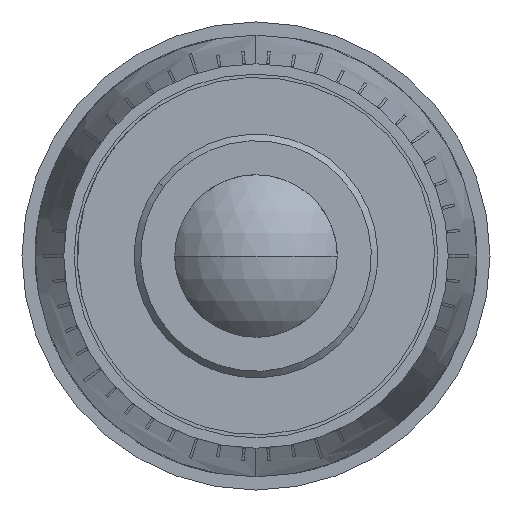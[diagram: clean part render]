
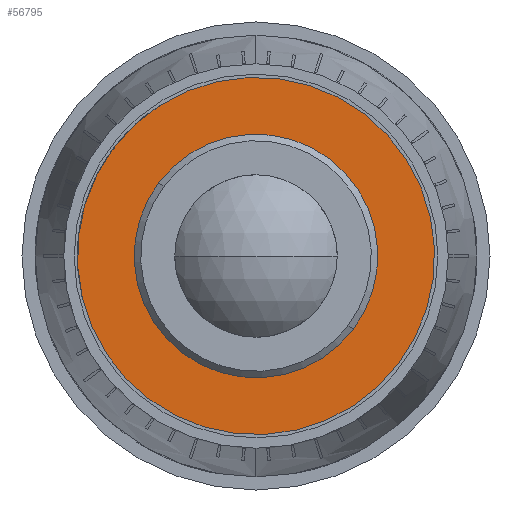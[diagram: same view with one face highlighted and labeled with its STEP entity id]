
A CAD part, left-side view. The second image highlights one B-rep face of the part: STEP entity #56795.
In plain terms, the highlighted planar face has unit normal (-1, 0, 0).
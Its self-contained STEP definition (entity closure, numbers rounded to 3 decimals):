
#2263 = DIRECTION ( 'NONE',  ( 0., 0.798, 0.603 ) ) ;
#3769 = DIRECTION ( 'NONE',  ( 1., 0., 0. ) ) ;
#6075 = DIRECTION ( 'NONE',  ( 0., 0.792, 0.61 ) ) ;
#7622 = DIRECTION ( 'NONE',  ( 0., 0.798, 0.603 ) ) ;
#8919 = EDGE_CURVE ( 'NONE', #15467, #52646, #75468, .T. ) ;
#12081 = EDGE_CURVE ( 'NONE', #22991, #30354, #61071, .T. ) ;
#13265 = CIRCLE ( 'NONE', #84059, 6.972 ) ;
#15467 = VERTEX_POINT ( 'NONE', #30707 ) ;
#21329 = CARTESIAN_POINT ( 'NONE',  ( -18.422, 0., 0. ) ) ;
#22991 = VERTEX_POINT ( 'NONE', #72796 ) ;
#23709 = DIRECTION ( 'NONE',  ( -1., 0., 0. ) ) ;
#24361 = CARTESIAN_POINT ( 'NONE',  ( -18.422, 5.61, 4.161 ) ) ;
#24392 = VERTEX_POINT ( 'NONE', #28564 ) ;
#25953 = AXIS2_PLACEMENT_3D ( 'NONE', #51117, #3769, #59049 ) ;
#26250 = ORIENTED_EDGE ( 'NONE', *, *, #8919, .T. ) ;
#28564 = CARTESIAN_POINT ( 'NONE',  ( -18.422, 5.6, 4.154 ) ) ;
#28578 = EDGE_CURVE ( 'NONE', #15467, #67872, #68471, .T. ) ;
#29299 = DIRECTION ( 'NONE',  ( 0., 0.798, 0.603 ) ) ;
#30354 = VERTEX_POINT ( 'NONE', #63841 ) ;
#30707 = CARTESIAN_POINT ( 'NONE',  ( -18.422, 5.524, 4.255 ) ) ;
#31364 = CARTESIAN_POINT ( 'NONE',  ( -18.422, 5.534, 4.263 ) ) ;
#31554 = VERTEX_POINT ( 'NONE', #61395 ) ;
#36420 = AXIS2_PLACEMENT_3D ( 'NONE', #21329, #76671, #29299 ) ;
#36986 = CARTESIAN_POINT ( 'NONE',  ( -18.422, 0., 0. ) ) ;
#37265 = AXIS2_PLACEMENT_3D ( 'NONE', #96968, #49613, #2263 ) ;
#37383 = LINE ( 'NONE', #24361, #79432 ) ;
#37393 = EDGE_LOOP ( 'NONE', ( #80300, #61249, #26250, #61591, #101890 ) ) ;
#44918 = DIRECTION ( 'NONE',  ( 0., 0.798, 0.603 ) ) ;
#47194 = AXIS2_PLACEMENT_3D ( 'NONE', #36986, #92256, #44918 ) ;
#47457 = VECTOR ( 'NONE', #6075, 1000. ) ;
#47983 = EDGE_CURVE ( 'NONE', #52646, #24392, #13265, .T. ) ;
#49613 = DIRECTION ( 'NONE',  ( -1., 0., 0. ) ) ;
#51117 = CARTESIAN_POINT ( 'NONE',  ( -18.422, 4.212, -5.572 ) ) ;
#52646 = VERTEX_POINT ( 'NONE', #92252 ) ;
#54749 = FACE_BOUND ( 'NONE', #73886, .T. ) ;
#54930 = DIRECTION ( 'NONE',  ( -1., 0., 0. ) ) ;
#56795 = ADVANCED_FACE ( 'NONE', ( #91884, #54749 ), #97803, .F. ) ;
#59049 = DIRECTION ( 'NONE',  ( 0., -0.798, -0.603 ) ) ;
#60397 = ORIENTED_EDGE ( 'NONE', *, *, #77384, .F. ) ;
#61071 = CIRCLE ( 'NONE', #47194, 4.763 ) ;
#61249 = ORIENTED_EDGE ( 'NONE', *, *, #28578, .F. ) ;
#61395 = CARTESIAN_POINT ( 'NONE',  ( -18.422, 5.61, 4.161 ) ) ;
#61591 = ORIENTED_EDGE ( 'NONE', *, *, #47983, .T. ) ;
#63841 = CARTESIAN_POINT ( 'NONE',  ( -18.422, 3.799, 2.872 ) ) ;
#67872 = VERTEX_POINT ( 'NONE', #31364 ) ;
#68471 = LINE ( 'NONE', #69309, #47457 ) ;
#69309 = CARTESIAN_POINT ( 'NONE',  ( -18.422, 5.534, 4.263 ) ) ;
#71091 = CARTESIAN_POINT ( 'NONE',  ( -18.422, 0., 0. ) ) ;
#71526 = CIRCLE ( 'NONE', #37265, 6.985 ) ;
#72796 = CARTESIAN_POINT ( 'NONE',  ( -18.422, -3.799, -2.872 ) ) ;
#73886 = EDGE_LOOP ( 'NONE', ( #60397, #78084 ) ) ;
#75468 = CIRCLE ( 'NONE', #80986, 6.972 ) ;
#76671 = DIRECTION ( 'NONE',  ( -1., 0., 0. ) ) ;
#77384 = EDGE_CURVE ( 'NONE', #30354, #22991, #91396, .T. ) ;
#78084 = ORIENTED_EDGE ( 'NONE', *, *, #12081, .F. ) ;
#79034 = DIRECTION ( 'NONE',  ( 0., 0.798, 0.603 ) ) ;
#79319 = DIRECTION ( 'NONE',  ( 0., 0.803, 0.596 ) ) ;
#79432 = VECTOR ( 'NONE', #79319, 1000. ) ;
#80300 = ORIENTED_EDGE ( 'NONE', *, *, #91543, .T. ) ;
#80986 = AXIS2_PLACEMENT_3D ( 'NONE', #102334, #54930, #7622 ) ;
#83223 = EDGE_CURVE ( 'NONE', #24392, #31554, #37383, .T. ) ;
#84059 = AXIS2_PLACEMENT_3D ( 'NONE', #71091, #23709, #79034 ) ;
#91396 = CIRCLE ( 'NONE', #36420, 4.763 ) ;
#91543 = EDGE_CURVE ( 'NONE', #31554, #67872, #71526, .T. ) ;
#91884 = FACE_OUTER_BOUND ( 'NONE', #37393, .T. ) ;
#92252 = CARTESIAN_POINT ( 'NONE',  ( -18.422, 5.562, 4.204 ) ) ;
#92256 = DIRECTION ( 'NONE',  ( -1., 0., 0. ) ) ;
#96968 = CARTESIAN_POINT ( 'NONE',  ( -18.422, 0., 0. ) ) ;
#97803 = PLANE ( 'NONE',  #25953 ) ;
#101890 = ORIENTED_EDGE ( 'NONE', *, *, #83223, .T. ) ;
#102334 = CARTESIAN_POINT ( 'NONE',  ( -18.422, 0., 0. ) ) ;
